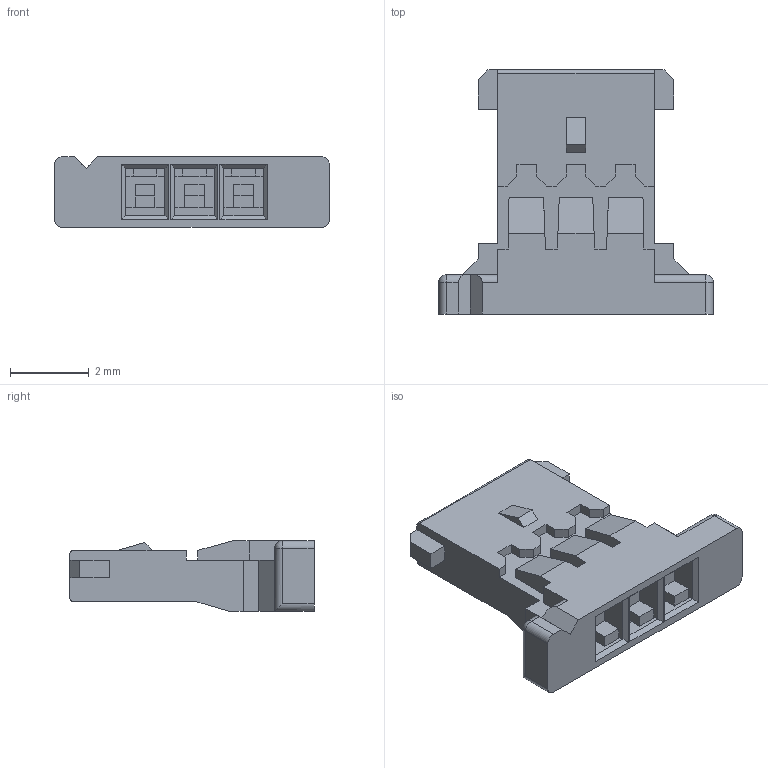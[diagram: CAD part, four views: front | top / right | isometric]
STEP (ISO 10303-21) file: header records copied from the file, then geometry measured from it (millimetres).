
FILE_DESCRIPTION(('FreeCAD Model'),'2;1');
FILE_NAME('SOLID001.step','2016-05-20T05:37:01',( 'Author'),(''),'Open CASCADE STEP processor 6.8','FreeCAD','Unknown' );
FILE_SCHEMA(('AUTOMOTIVE_DESIGN_CC2 { 1 2 10303 214 -1 1 5 4 }'));
Length unit declared in the file: millimetre
Products named in the file (2): ASSEMBLY; SOLID001
Assembly tree (1 placements, depth 2):
  ASSEMBLY
    SOLID001
Bounding box: 6.97 x 6.2 x 1.8 mm (x, y, z)
Volume: 40.1 mm3; surface area: 121.3 mm2
Topology: 1 solids, 1 shells, 195 faces, 514 edges, 328 vertices
Faces by surface type: plane 182, cylinder 11, sphere 2
Entity records: 13795 total; most frequent: CARTESIAN_POINT 3401, DIRECTION 1896, LINE 1460, VECTOR 1460, ORIENTED_EDGE 1028, PCURVE 1028, DEFINITIONAL_REPRESENTATION 1028, EDGE_CURVE 514
